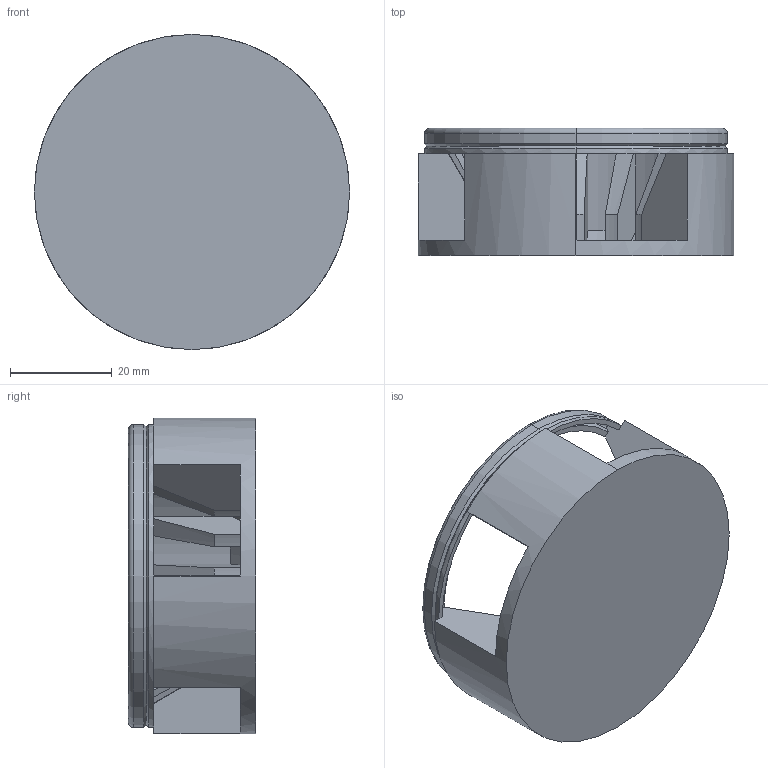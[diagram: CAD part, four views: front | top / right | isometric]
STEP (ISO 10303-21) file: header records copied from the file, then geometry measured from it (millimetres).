
FILE_DESCRIPTION (( 'STEP AP214' ), '1' );
FILE_NAME ('DrumpadTest_1.STEP', '2025-09-17T09:14:08', ( '' ), ( '' ), 'SwSTEP 2.0', 'SolidWorks 2024', '' );
FILE_SCHEMA (( 'AUTOMOTIVE_DESIGN' ));
Length unit declared in the file: millimetre
Products named in the file (1): DrumpadTest_1
Bounding box: 62 x 25 x 62 mm (x, y, z)
Volume: 20912.2 mm3; surface area: 14671.2 mm2
Topology: 1 solids, 1 shells, 96 faces, 278 edges, 178 vertices
Faces by surface type: plane 40, cylinder 32, cone 18, torus 6
Entity records: 3217 total; most frequent: DIRECTION 584, ORIENTED_EDGE 556, CARTESIAN_POINT 553, EDGE_CURVE 278, AXIS2_PLACEMENT_3D 209, VERTEX_POINT 178, VECTOR 166, LINE 166
